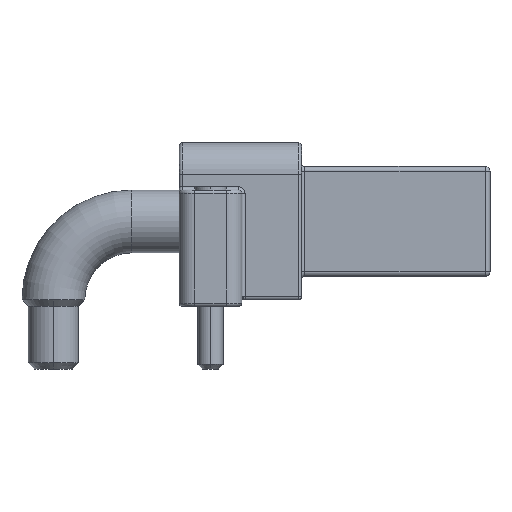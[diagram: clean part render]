
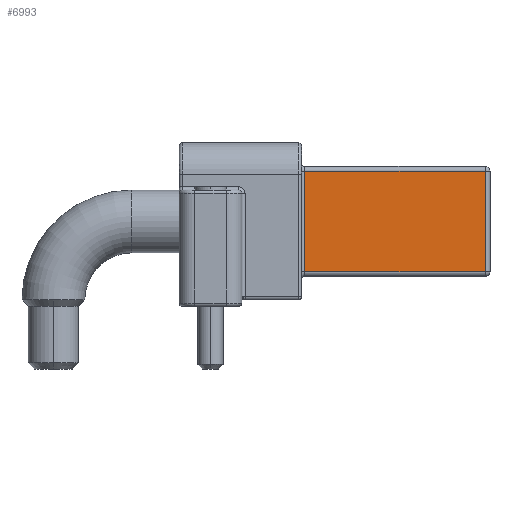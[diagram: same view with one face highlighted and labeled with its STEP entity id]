
A CAD part, left-side view. The second image highlights one B-rep face of the part: STEP entity #6993.
In plain terms, the highlighted planar face has unit normal (-1, 0, 0).
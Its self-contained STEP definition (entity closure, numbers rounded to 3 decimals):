
#132 = LINE ( 'NONE', #8531, #16802 ) ;
#154 = EDGE_CURVE ( 'NONE', #17442, #9378, #10632, .T. ) ;
#1420 = LINE ( 'NONE', #10445, #12573 ) ;
#1715 = ORIENTED_EDGE ( 'NONE', *, *, #10261, .T. ) ;
#3532 = PLANE ( 'NONE',  #17841 ) ;
#4466 = LINE ( 'NONE', #10598, #14844 ) ;
#5192 = DIRECTION ( 'NONE',  ( 0., 1., 0. ) ) ;
#6376 = VECTOR ( 'NONE', #19789, 1000. ) ;
#6993 = ADVANCED_FACE ( 'NONE', ( #9387 ), #3532, .T. ) ;
#7294 = EDGE_CURVE ( 'NONE', #16349, #17442, #132, .T. ) ;
#7407 = CARTESIAN_POINT ( 'NONE',  ( -4.25, 0.95, 1.1 ) ) ;
#8208 = VERTEX_POINT ( 'NONE', #15758 ) ;
#8531 = CARTESIAN_POINT ( 'NONE',  ( -4.25, 1.05, 4.3 ) ) ;
#9018 = ORIENTED_EDGE ( 'NONE', *, *, #154, .T. ) ;
#9378 = VERTEX_POINT ( 'NONE', #10228 ) ;
#9387 = FACE_OUTER_BOUND ( 'NONE', #10280, .T. ) ;
#9503 = CARTESIAN_POINT ( 'NONE',  ( -4.25, 1.05, 5.2 ) ) ;
#10228 = CARTESIAN_POINT ( 'NONE',  ( -4.25, 0.95, 1.1 ) ) ;
#10261 = EDGE_CURVE ( 'NONE', #9378, #8208, #1420, .T. ) ;
#10280 = EDGE_LOOP ( 'NONE', ( #14511, #9018, #1715, #11809 ) ) ;
#10445 = CARTESIAN_POINT ( 'NONE',  ( -4.25, 1.05, 1.1 ) ) ;
#10598 = CARTESIAN_POINT ( 'NONE',  ( -4.25, -4.8, 4.45 ) ) ;
#10632 = LINE ( 'NONE', #7407, #6376 ) ;
#10655 = EDGE_CURVE ( 'NONE', #8208, #16349, #4466, .T. ) ;
#11809 = ORIENTED_EDGE ( 'NONE', *, *, #10655, .T. ) ;
#12573 = VECTOR ( 'NONE', #16585, 1000. ) ;
#12693 = DIRECTION ( 'NONE',  ( 0., -1., 0. ) ) ;
#13520 = CARTESIAN_POINT ( 'NONE',  ( -4.25, -4.8, 4.3 ) ) ;
#14511 = ORIENTED_EDGE ( 'NONE', *, *, #7294, .T. ) ;
#14723 = CARTESIAN_POINT ( 'NONE',  ( -4.25, 0.95, 4.3 ) ) ;
#14844 = VECTOR ( 'NONE', #18326, 1000. ) ;
#15758 = CARTESIAN_POINT ( 'NONE',  ( -4.25, -4.8, 1.1 ) ) ;
#16349 = VERTEX_POINT ( 'NONE', #13520 ) ;
#16585 = DIRECTION ( 'NONE',  ( 0., -1., 0. ) ) ;
#16802 = VECTOR ( 'NONE', #5192, 1000. ) ;
#17418 = DIRECTION ( 'NONE',  ( -1., 0., 0. ) ) ;
#17442 = VERTEX_POINT ( 'NONE', #14723 ) ;
#17841 = AXIS2_PLACEMENT_3D ( 'NONE', #9503, #17418, #12693 ) ;
#18326 = DIRECTION ( 'NONE',  ( 0., 0., 1. ) ) ;
#19789 = DIRECTION ( 'NONE',  ( 0., 0., -1. ) ) ;
